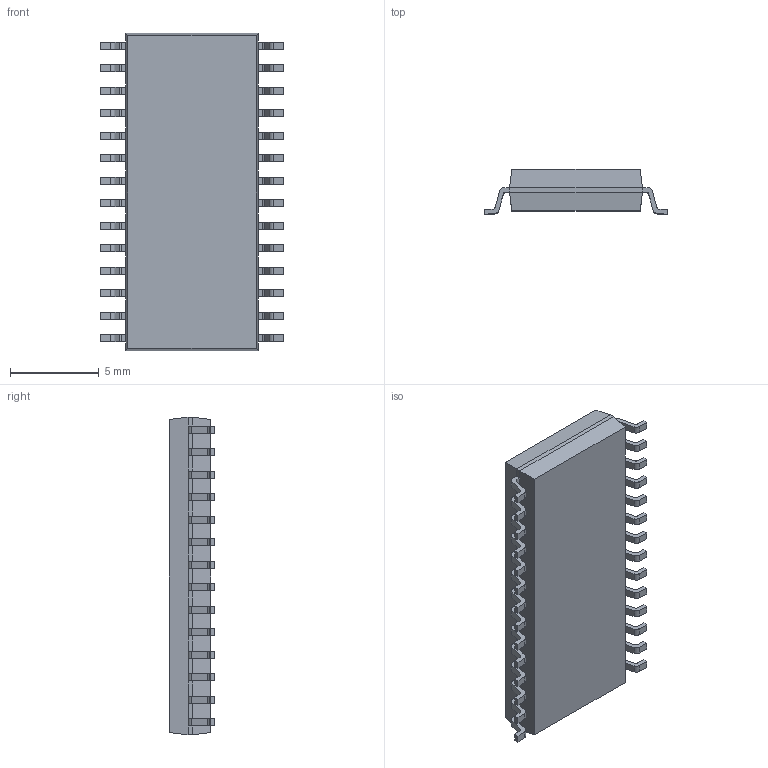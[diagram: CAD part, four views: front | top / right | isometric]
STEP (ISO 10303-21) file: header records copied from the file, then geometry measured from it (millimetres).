
FILE_DESCRIPTION (( 'STEP AP214' ), '1' );
FILE_NAME ('E155E901-62FA-4F82-A659-EAD82A070DE3.STEP', '2025-02-25T07:35:36', ( '' ), ( '' ), 'SwSTEP 2.0', 'SolidWorks 2022', '' );
FILE_SCHEMA (( 'AUTOMOTIVE_DESIGN' ));
Length unit declared in the file: millimetre
Products named in the file (1): E155E901-62FA-4F82-A659-EAD82A070DE3
Bounding box: 10.31 x 2.54 x 17.91 mm (x, y, z)
Volume: 313.5 mm3; surface area: 458.1 mm2
Topology: 1 solids, 1 shells, 566 faces, 1515 edges, 970 vertices
Faces by surface type: plane 359, cylinder 114, bspline 93
Entity records: 24725 total; most frequent: CARTESIAN_POINT 8831, ORIENTED_EDGE 3030, DIRECTION 2503, EDGE_CURVE 1515, LINE 1099, VECTOR 1099, VERTEX_POINT 970, AXIS2_PLACEMENT_3D 702
